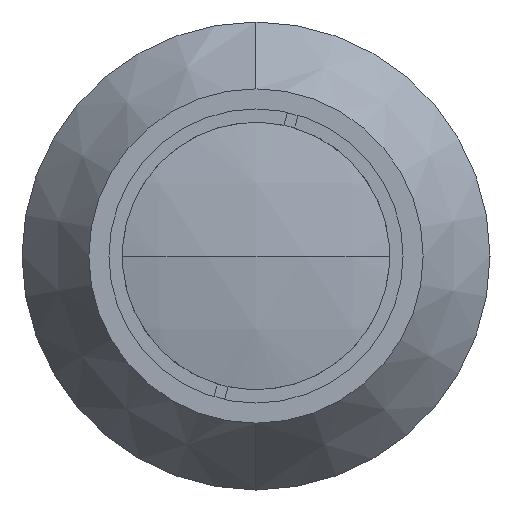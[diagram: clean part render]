
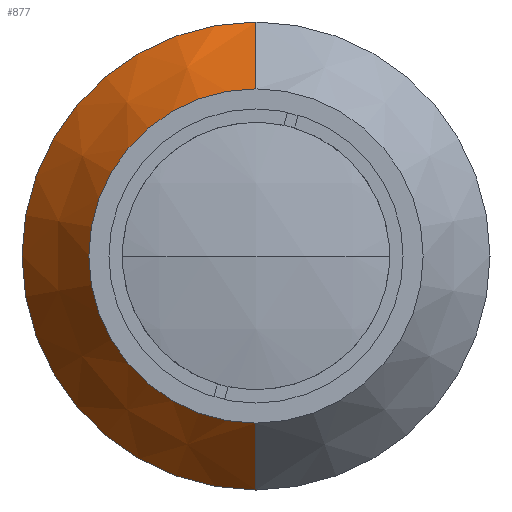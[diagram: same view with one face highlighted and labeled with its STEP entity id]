
A CAD part, left-side view. The second image highlights one B-rep face of the part: STEP entity #877.
In plain terms, the highlighted conical face has half-angle 35 degrees and reference radius 21 mm.
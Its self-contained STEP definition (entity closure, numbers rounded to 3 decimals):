
#101 = VERTEX_POINT ( 'NONE', #4023 ) ;
#415 = EDGE_CURVE ( 'NONE', #101, #745, #2606, .T. ) ;
#659 = ORIENTED_EDGE ( 'NONE', *, *, #2217, .T. ) ;
#739 = DIRECTION ( 'NONE',  ( 0., 0., 1. ) ) ;
#745 = VERTEX_POINT ( 'NONE', #1063 ) ;
#780 = CONICAL_SURFACE ( 'NONE', #4034, 21., 0.611 ) ;
#877 = ADVANCED_FACE ( 'NONE', ( #3078 ), #780, .T. ) ;
#1063 = CARTESIAN_POINT ( 'NONE',  ( 15., 0., -15. ) ) ;
#1109 = CARTESIAN_POINT ( 'NONE',  ( 23.569, 0., 0. ) ) ;
#1216 = CARTESIAN_POINT ( 'NONE',  ( 23.569, 0., -21. ) ) ;
#1248 = CARTESIAN_POINT ( 'NONE',  ( 23.569, 0., 0. ) ) ;
#1274 = EDGE_CURVE ( 'NONE', #745, #2669, #2341, .T. ) ;
#1327 = AXIS2_PLACEMENT_3D ( 'NONE', #1109, #2576, #739 ) ;
#1571 = DIRECTION ( 'NONE',  ( -1., 0., 0. ) ) ;
#1835 = DIRECTION ( 'NONE',  ( 0.819, 0., 0.574 ) ) ;
#2030 = DIRECTION ( 'NONE',  ( 0., 0., 1. ) ) ;
#2217 = EDGE_CURVE ( 'NONE', #3325, #2669, #2484, .T. ) ;
#2227 = CARTESIAN_POINT ( 'NONE',  ( 23.569, 0., -21. ) ) ;
#2341 = LINE ( 'NONE', #1216, #4568 ) ;
#2375 = VECTOR ( 'NONE', #1835, 1000. ) ;
#2484 = CIRCLE ( 'NONE', #1327, 21. ) ;
#2576 = DIRECTION ( 'NONE',  ( -1., 0., 0. ) ) ;
#2596 = CARTESIAN_POINT ( 'NONE',  ( 23.569, 0., 21. ) ) ;
#2606 = CIRCLE ( 'NONE', #4788, 15. ) ;
#2669 = VERTEX_POINT ( 'NONE', #2227 ) ;
#2934 = ORIENTED_EDGE ( 'NONE', *, *, #1274, .F. ) ;
#3033 = DIRECTION ( 'NONE',  ( 0., 0., -1. ) ) ;
#3078 = FACE_OUTER_BOUND ( 'NONE', #4147, .T. ) ;
#3262 = EDGE_CURVE ( 'NONE', #101, #3325, #3352, .T. ) ;
#3299 = ORIENTED_EDGE ( 'NONE', *, *, #415, .F. ) ;
#3325 = VERTEX_POINT ( 'NONE', #4450 ) ;
#3352 = LINE ( 'NONE', #2596, #2375 ) ;
#3399 = CARTESIAN_POINT ( 'NONE',  ( 15., 0., 0. ) ) ;
#3455 = DIRECTION ( 'NONE',  ( 0.819, 0., -0.574 ) ) ;
#3864 = DIRECTION ( 'NONE',  ( 1., 0., 0. ) ) ;
#4023 = CARTESIAN_POINT ( 'NONE',  ( 15., 0., 15. ) ) ;
#4034 = AXIS2_PLACEMENT_3D ( 'NONE', #1248, #3864, #3033 ) ;
#4147 = EDGE_LOOP ( 'NONE', ( #3299, #4685, #659, #2934 ) ) ;
#4450 = CARTESIAN_POINT ( 'NONE',  ( 23.569, 0., 21. ) ) ;
#4568 = VECTOR ( 'NONE', #3455, 1000. ) ;
#4685 = ORIENTED_EDGE ( 'NONE', *, *, #3262, .T. ) ;
#4788 = AXIS2_PLACEMENT_3D ( 'NONE', #3399, #1571, #2030 ) ;
